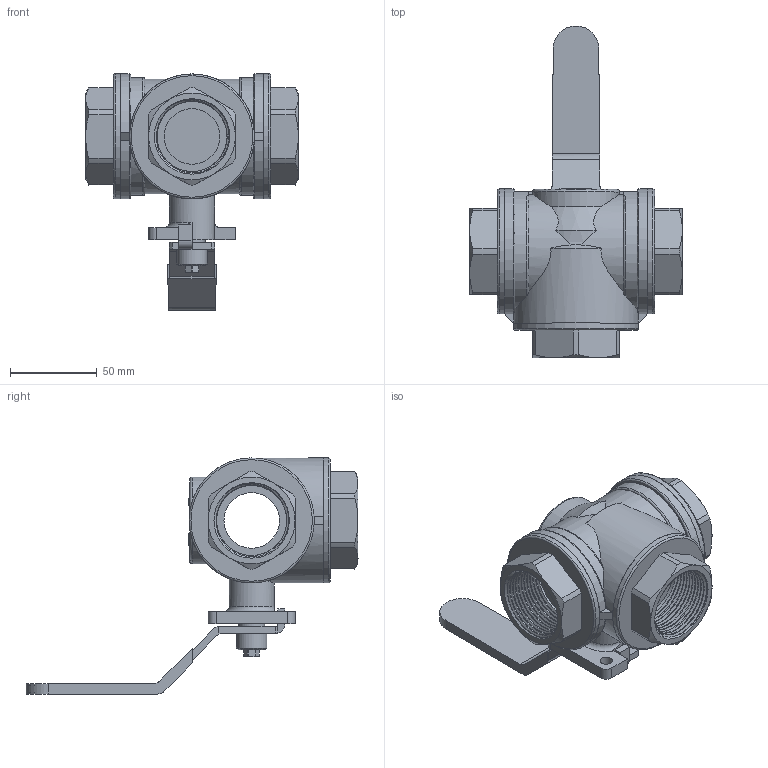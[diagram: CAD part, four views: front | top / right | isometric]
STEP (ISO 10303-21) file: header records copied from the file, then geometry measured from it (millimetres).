
FILE_DESCRIPTION(/* description */ ('Unknown'),/* implementation_level */ '2;1');
FILE_NAME(/* name */ '837_837-07',/* time_stamp */ '2022-08-09T11:28:28+02:00',/* author */ ('Unknown'),/* organization */ ('Unknown'),/* preprocessor_version */ 'ST-DEVELOPER v16.7',/* originating_system */ 'Solid Edge',/* authorisation */ 'Unknown');
FILE_SCHEMA (('AUTOMOTIVE_DESIGN {1 0 10303 214 3 1 1}'));
Products named in the file (9): 2.330_335.032; 351-06-008_ASM; 351-06-008-1; 351-06-008; GB5781-86-M5X12-4; 351-05-009; 351-07-002; 351-07-005; 351-07-001
Assembly tree (10 placements, depth 3):
  2.330_335.032
    351-06-008_ASM
      351-06-008-1
      351-06-008
    GB5781-86-M5X12-4
    351-05-009
    351-07-002  x3
    351-07-005
    351-07-001
Bounding box: 122.5 x 191.25 x 136 mm (x, y, z)
Volume: 262300.1 mm3; surface area: 138496.5 mm2
Topology: 9 solids, 9 shells, 1206 faces, 3541 edges, 2408 vertices
Faces by surface type: plane 845, cylinder 190, bspline 96, cone 59, torus 15, sphere 1
Full cylindrical faces by diameter (mm): 4 x13, 5 x9, 5.5 x1, 7 x3, 12 x2, 13.5 x1, 15 x4, 17 x1, 17.5 x1, 18 x1, 26 x1, 32 x4, 40.431 x30, 42 x4, 48 x3, 61.25 x15, 62.5 x3, 72 x3
Entity records: 54078 total; most frequent: CARTESIAN_POINT 26963, ORIENTED_EDGE 6044, DIRECTION 4923, EDGE_CURVE 3022, VERTEX_POINT 2097, LINE 1989, VECTOR 1989, AXIS2_PLACEMENT_3D 1467
